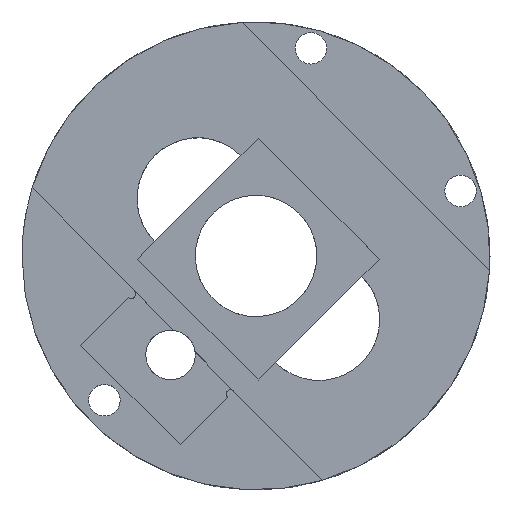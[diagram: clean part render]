
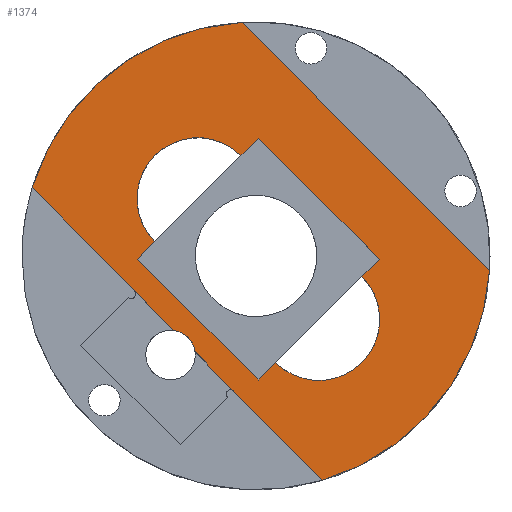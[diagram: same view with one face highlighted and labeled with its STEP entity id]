
A CAD part, top view. The second image highlights one B-rep face of the part: STEP entity #1374.
In plain terms, the highlighted planar face has unit normal (0, 0, 1).
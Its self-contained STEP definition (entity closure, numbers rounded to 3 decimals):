
#139=CARTESIAN_POINT('',(2.195,100.146,5.));
#140=VERTEX_POINT('',#139);
#147=CARTESIAN_POINT('',(11.765,109.716,5.));
#148=VERTEX_POINT('',#147);
#149=CARTESIAN_POINT('',(6.98,104.931,5.));
#150=DIRECTION('',(0.,-0.,1.));
#151=DIRECTION('',(0.707,0.707,0.));
#152=AXIS2_PLACEMENT_3D('',#149,#150,#151);
#153=CIRCLE('',#152,6.767);
#154=EDGE_CURVE('',#140,#148,#153,.T.);
#294=CARTESIAN_POINT('',(-1.67,123.151,5.));
#295=VERTEX_POINT('',#294);
#302=CARTESIAN_POINT('',(-11.24,113.581,5.));
#303=VERTEX_POINT('',#302);
#304=CARTESIAN_POINT('',(-6.455,118.366,5.));
#305=DIRECTION('',(0.,-0.,1.));
#306=DIRECTION('',(0.707,0.707,0.));
#307=AXIS2_PLACEMENT_3D('',#304,#305,#306);
#308=CIRCLE('',#307,6.767);
#309=EDGE_CURVE('',#295,#303,#308,.T.);
#333=CARTESIAN_POINT('',(25.949,110.376,5.));
#334=VERTEX_POINT('',#333);
#335=CARTESIAN_POINT('',(-1.534,137.955,5.));
#336=VERTEX_POINT('',#335);
#337=CARTESIAN_POINT('',(25.949,110.376,5.));
#338=DIRECTION('',(-0.706,0.708,0.));
#339=VECTOR('',#338,38.935);
#340=LINE('',#337,#339);
#341=EDGE_CURVE('',#334,#336,#340,.T.);
#556=CARTESIAN_POINT('',(7.376,87.068,5.));
#557=VERTEX_POINT('',#556);
#564=CARTESIAN_POINT('',(-2.461,96.984,5.));
#565=VERTEX_POINT('',#564);
#566=CARTESIAN_POINT('',(7.376,87.068,5.));
#567=DIRECTION('',(-0.704,0.71,0.));
#568=VECTOR('',#567,13.967);
#569=LINE('',#566,#568);
#570=EDGE_CURVE('',#557,#565,#569,.T.);
#613=CARTESIAN_POINT('',(-24.872,119.576,5.));
#614=VERTEX_POINT('',#613);
#621=CARTESIAN_POINT('',(-0.,112.,5.));
#622=DIRECTION('',(0.,-0.,1.));
#623=DIRECTION('',(0.707,0.707,0.));
#624=AXIS2_PLACEMENT_3D('',#621,#622,#623);
#625=CIRCLE('',#624,26.);
#626=EDGE_CURVE('',#336,#614,#625,.T.);
#637=CARTESIAN_POINT('',(0.,112.,5.));
#638=DIRECTION('',(0.,-0.,1.));
#639=DIRECTION('',(0.707,0.707,0.));
#640=AXIS2_PLACEMENT_3D('',#637,#638,#639);
#641=CIRCLE('',#640,26.);
#642=EDGE_CURVE('',#557,#334,#641,.T.);
#904=CARTESIAN_POINT('',(-6.77,101.327,5.));
#905=VERTEX_POINT('',#904);
#912=CARTESIAN_POINT('',(-9.151,103.728,5.));
#913=VERTEX_POINT('',#912);
#914=CARTESIAN_POINT('',(-9.5,101.,5.));
#915=DIRECTION('',(0.,-0.,1.));
#916=DIRECTION('',(0.707,0.707,0.));
#917=AXIS2_PLACEMENT_3D('',#914,#915,#916);
#918=CIRCLE('',#917,2.75);
#919=EDGE_CURVE('',#905,#913,#918,.T.);
#940=CARTESIAN_POINT('',(-13.521,108.133,5.));
#941=VERTEX_POINT('',#940);
#948=CARTESIAN_POINT('',(-13.521,108.133,5.));
#949=DIRECTION('',(-0.704,0.71,0.));
#950=VECTOR('',#949,16.117);
#951=LINE('',#948,#950);
#952=EDGE_CURVE('',#941,#614,#951,.T.);
#1150=CARTESIAN_POINT('',(-13.509,108.122,5.));
#1151=VERTEX_POINT('',#1150);
#1158=CARTESIAN_POINT('',(-13.87,107.775,5.));
#1159=DIRECTION('',(-0.,0.,-1.));
#1160=DIRECTION('',(-0.707,-0.707,0.));
#1161=AXIS2_PLACEMENT_3D('',#1158,#1159,#1160);
#1162=CIRCLE('',#1161,0.5);
#1163=EDGE_CURVE('',#941,#1151,#1162,.T.);
#1189=CARTESIAN_POINT('',(0.262,125.084,5.));
#1190=VERTEX_POINT('',#1189);
#1198=CARTESIAN_POINT('',(13.698,111.648,5.));
#1199=VERTEX_POINT('',#1198);
#1206=CARTESIAN_POINT('',(0.262,125.084,5.));
#1207=DIRECTION('',(0.707,-0.707,0.));
#1208=VECTOR('',#1207,19.);
#1209=LINE('',#1206,#1208);
#1210=EDGE_CURVE('',#1190,#1199,#1209,.T.);
#1220=CARTESIAN_POINT('',(0.262,98.213,5.));
#1221=VERTEX_POINT('',#1220);
#1229=CARTESIAN_POINT('',(-13.173,111.648,5.));
#1230=VERTEX_POINT('',#1229);
#1237=CARTESIAN_POINT('',(0.262,98.213,5.));
#1238=DIRECTION('',(-0.707,0.707,0.));
#1239=VECTOR('',#1238,19.);
#1240=LINE('',#1237,#1239);
#1241=EDGE_CURVE('',#1221,#1230,#1240,.T.);
#1254=CARTESIAN_POINT('',(13.698,111.648,5.));
#1255=DIRECTION('',(-0.707,-0.707,0.));
#1256=VECTOR('',#1255,2.733);
#1257=LINE('',#1254,#1256);
#1258=EDGE_CURVE('',#1199,#148,#1257,.T.);
#1271=CARTESIAN_POINT('',(2.195,100.146,5.));
#1272=DIRECTION('',(-0.707,-0.707,0.));
#1273=VECTOR('',#1272,2.733);
#1274=LINE('',#1271,#1273);
#1275=EDGE_CURVE('',#140,#1221,#1274,.T.);
#1288=CARTESIAN_POINT('',(-1.67,123.151,5.));
#1289=DIRECTION('',(0.707,0.707,0.));
#1290=VECTOR('',#1289,2.733);
#1291=LINE('',#1288,#1290);
#1292=EDGE_CURVE('',#295,#1190,#1291,.T.);
#1305=CARTESIAN_POINT('',(-13.173,111.648,5.));
#1306=DIRECTION('',(0.707,0.707,0.));
#1307=VECTOR('',#1306,2.733);
#1308=LINE('',#1305,#1307);
#1309=EDGE_CURVE('',#1230,#303,#1308,.T.);
#1321=CARTESIAN_POINT('',(-2.461,96.984,5.));
#1322=DIRECTION('',(-0.704,0.71,0.));
#1323=VECTOR('',#1322,6.118);
#1324=LINE('',#1321,#1323);
#1325=EDGE_CURVE('',#565,#905,#1324,.T.);
#1338=CARTESIAN_POINT('',(-9.151,103.728,5.));
#1339=DIRECTION('',(-0.704,0.71,0.));
#1340=VECTOR('',#1339,6.189);
#1341=LINE('',#1338,#1340);
#1342=EDGE_CURVE('',#913,#1151,#1341,.T.);
#1348=CARTESIAN_POINT('',(191.626,-79.626,5.));
#1349=DIRECTION('',(0.,0.,1.));
#1350=DIRECTION('',(-0.707,0.707,0.));
#1351=AXIS2_PLACEMENT_3D('',#1348,#1349,#1350);
#1352=PLANE('',#1351);
#1353=ORIENTED_EDGE('',*,*,#309,.F.);
#1354=ORIENTED_EDGE('',*,*,#1292,.T.);
#1355=ORIENTED_EDGE('',*,*,#1210,.T.);
#1356=ORIENTED_EDGE('',*,*,#1258,.T.);
#1357=ORIENTED_EDGE('',*,*,#154,.F.);
#1358=ORIENTED_EDGE('',*,*,#1275,.T.);
#1359=ORIENTED_EDGE('',*,*,#1241,.T.);
#1360=ORIENTED_EDGE('',*,*,#1309,.T.);
#1361=EDGE_LOOP('',(#1353,#1354,#1355,#1356,#1357,#1358,#1359,#1360));
#1362=FACE_BOUND('',#1361,.T.);
#1363=ORIENTED_EDGE('',*,*,#952,.F.);
#1364=ORIENTED_EDGE('',*,*,#1163,.T.);
#1365=ORIENTED_EDGE('',*,*,#1342,.F.);
#1366=ORIENTED_EDGE('',*,*,#919,.F.);
#1367=ORIENTED_EDGE('',*,*,#1325,.F.);
#1368=ORIENTED_EDGE('',*,*,#570,.F.);
#1369=ORIENTED_EDGE('',*,*,#642,.T.);
#1370=ORIENTED_EDGE('',*,*,#341,.T.);
#1371=ORIENTED_EDGE('',*,*,#626,.T.);
#1372=EDGE_LOOP('',(#1363,#1364,#1365,#1366,#1367,#1368,#1369,#1370,#1371));
#1373=FACE_BOUND('',#1372,.T.);
#1374=ADVANCED_FACE('',(#1362,#1373),#1352,.T.);
